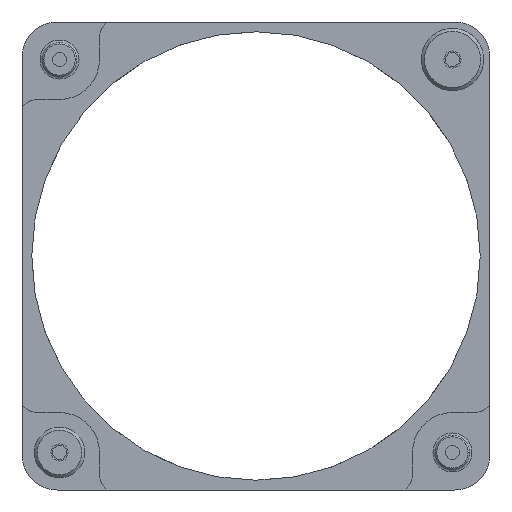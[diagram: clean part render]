
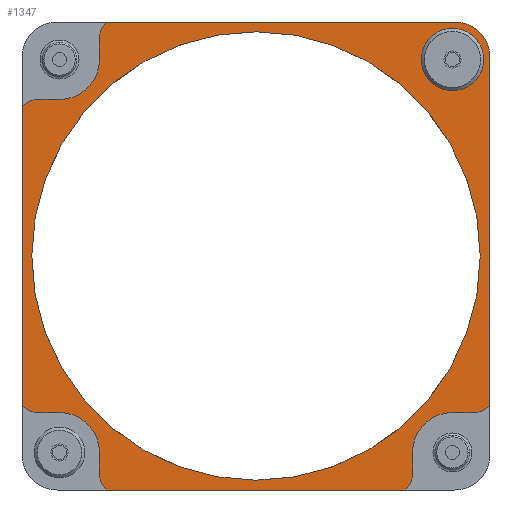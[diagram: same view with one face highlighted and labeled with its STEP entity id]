
A CAD part, left-side view. The second image highlights one B-rep face of the part: STEP entity #1347.
In plain terms, the highlighted planar face has unit normal (-1, 0, 0).
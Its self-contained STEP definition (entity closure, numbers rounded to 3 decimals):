
#56=FACE_BOUND('',#288,.T.);
#57=FACE_BOUND('',#289,.T.);
#85=PLANE('',#1543);
#190=FACE_OUTER_BOUND('',#287,.T.);
#287=EDGE_LOOP('',(#1173,#1174,#1175,#1176,#1177,#1178,#1179,#1180,#1181,
#1182,#1183,#1184,#1185,#1186,#1187,#1188,#1189,#1190,#1191,#1192));
#288=EDGE_LOOP('',(#1193,#1194));
#289=EDGE_LOOP('',(#1195));
#353=LINE('',#2295,#447);
#356=LINE('',#2303,#450);
#359=LINE('',#2312,#453);
#365=LINE('',#2327,#459);
#369=LINE('',#2339,#463);
#374=LINE('',#2352,#468);
#379=LINE('',#2362,#473);
#382=LINE('',#2371,#476);
#386=LINE('',#2378,#480);
#392=LINE('',#2392,#486);
#447=VECTOR('',#1864,10.);
#450=VECTOR('',#1873,10.);
#453=VECTOR('',#1882,10.);
#459=VECTOR('',#1898,10.);
#463=VECTOR('',#1912,10.);
#468=VECTOR('',#1927,10.);
#473=VECTOR('',#1934,10.);
#476=VECTOR('',#1943,10.);
#480=VECTOR('',#1949,10.);
#486=VECTOR('',#1963,10.);
#524=CIRCLE('',#1440,28.75);
#525=CIRCLE('',#1441,28.75);
#562=CIRCLE('',#1493,2.2);
#570=CIRCLE('',#1513,2.7);
#571=CIRCLE('',#1516,5.123);
#572=CIRCLE('',#1519,2.7);
#573=CIRCLE('',#1522,2.7);
#574=CIRCLE('',#1524,2.7);
#575=CIRCLE('',#1527,5.123);
#576=CIRCLE('',#1529,5.123);
#577=CIRCLE('',#1532,2.7);
#578=CIRCLE('',#1534,2.7);
#581=CIRCLE('',#1544,4.5);
#619=VERTEX_POINT('',#2135);
#620=VERTEX_POINT('',#2137);
#666=VERTEX_POINT('',#2254);
#674=VERTEX_POINT('',#2288);
#675=VERTEX_POINT('',#2289);
#676=VERTEX_POINT('',#2294);
#677=VERTEX_POINT('',#2298);
#678=VERTEX_POINT('',#2302);
#679=VERTEX_POINT('',#2306);
#680=VERTEX_POINT('',#2310);
#681=VERTEX_POINT('',#2311);
#682=VERTEX_POINT('',#2316);
#683=VERTEX_POINT('',#2320);
#684=VERTEX_POINT('',#2321);
#685=VERTEX_POINT('',#2326);
#686=VERTEX_POINT('',#2332);
#687=VERTEX_POINT('',#2333);
#688=VERTEX_POINT('',#2338);
#689=VERTEX_POINT('',#2342);
#690=VERTEX_POINT('',#2346);
#691=VERTEX_POINT('',#2347);
#695=VERTEX_POINT('',#2360);
#698=VERTEX_POINT('',#2370);
#751=EDGE_CURVE('',#620,#619,#524,.T.);
#752=EDGE_CURVE('',#619,#620,#525,.T.);
#808=EDGE_CURVE('',#666,#666,#562,.T.);
#821=EDGE_CURVE('',#674,#675,#570,.T.);
#824=EDGE_CURVE('',#676,#674,#353,.T.);
#826=EDGE_CURVE('',#677,#676,#571,.T.);
#828=EDGE_CURVE('',#678,#677,#356,.T.);
#830=EDGE_CURVE('',#679,#678,#572,.T.);
#832=EDGE_CURVE('',#680,#681,#359,.T.);
#835=EDGE_CURVE('',#682,#680,#573,.T.);
#837=EDGE_CURVE('',#683,#684,#574,.T.);
#840=EDGE_CURVE('',#685,#683,#365,.T.);
#842=EDGE_CURVE('',#681,#685,#575,.T.);
#843=EDGE_CURVE('',#686,#687,#576,.T.);
#846=EDGE_CURVE('',#688,#686,#369,.T.);
#848=EDGE_CURVE('',#689,#688,#577,.T.);
#850=EDGE_CURVE('',#690,#691,#578,.T.);
#853=EDGE_CURVE('',#687,#690,#374,.T.);
#858=EDGE_CURVE('',#675,#695,#379,.T.);
#862=EDGE_CURVE('',#698,#682,#382,.T.);
#866=EDGE_CURVE('',#691,#679,#386,.T.);
#873=EDGE_CURVE('',#695,#698,#581,.T.);
#874=EDGE_CURVE('',#684,#689,#392,.T.);
#1173=ORIENTED_EDGE('',*,*,#821,.T.);
#1174=ORIENTED_EDGE('',*,*,#858,.T.);
#1175=ORIENTED_EDGE('',*,*,#873,.T.);
#1176=ORIENTED_EDGE('',*,*,#862,.T.);
#1177=ORIENTED_EDGE('',*,*,#835,.T.);
#1178=ORIENTED_EDGE('',*,*,#832,.T.);
#1179=ORIENTED_EDGE('',*,*,#842,.T.);
#1180=ORIENTED_EDGE('',*,*,#840,.T.);
#1181=ORIENTED_EDGE('',*,*,#837,.T.);
#1182=ORIENTED_EDGE('',*,*,#874,.T.);
#1183=ORIENTED_EDGE('',*,*,#848,.T.);
#1184=ORIENTED_EDGE('',*,*,#846,.T.);
#1185=ORIENTED_EDGE('',*,*,#843,.T.);
#1186=ORIENTED_EDGE('',*,*,#853,.T.);
#1187=ORIENTED_EDGE('',*,*,#850,.T.);
#1188=ORIENTED_EDGE('',*,*,#866,.T.);
#1189=ORIENTED_EDGE('',*,*,#830,.T.);
#1190=ORIENTED_EDGE('',*,*,#828,.T.);
#1191=ORIENTED_EDGE('',*,*,#826,.T.);
#1192=ORIENTED_EDGE('',*,*,#824,.T.);
#1193=ORIENTED_EDGE('',*,*,#751,.T.);
#1194=ORIENTED_EDGE('',*,*,#752,.T.);
#1195=ORIENTED_EDGE('',*,*,#808,.T.);
#1347=ADVANCED_FACE('',(#190,#56,#57),#85,.T.);
#1440=AXIS2_PLACEMENT_3D('',#2138,#1688,#1689);
#1441=AXIS2_PLACEMENT_3D('',#2139,#1690,#1691);
#1493=AXIS2_PLACEMENT_3D('',#2256,#1813,#1814);
#1513=AXIS2_PLACEMENT_3D('',#2290,#1858,#1859);
#1516=AXIS2_PLACEMENT_3D('',#2299,#1868,#1869);
#1519=AXIS2_PLACEMENT_3D('',#2307,#1877,#1878);
#1522=AXIS2_PLACEMENT_3D('',#2317,#1887,#1888);
#1524=AXIS2_PLACEMENT_3D('',#2322,#1892,#1893);
#1527=AXIS2_PLACEMENT_3D('',#2330,#1902,#1903);
#1529=AXIS2_PLACEMENT_3D('',#2334,#1906,#1907);
#1532=AXIS2_PLACEMENT_3D('',#2343,#1916,#1917);
#1534=AXIS2_PLACEMENT_3D('',#2348,#1921,#1922);
#1543=AXIS2_PLACEMENT_3D('',#2390,#1959,#1960);
#1544=AXIS2_PLACEMENT_3D('',#2391,#1961,#1962);
#1688=DIRECTION('center_axis',(1.,0.,0.));
#1689=DIRECTION('ref_axis',(0.,1.,0.));
#1690=DIRECTION('center_axis',(1.,0.,0.));
#1691=DIRECTION('ref_axis',(0.,1.,0.));
#1813=DIRECTION('center_axis',(1.,0.,0.));
#1814=DIRECTION('ref_axis',(0.,1.,0.));
#1858=DIRECTION('center_axis',(-1.,0.,0.));
#1859=DIRECTION('ref_axis',(0.,0.,-1.));
#1864=DIRECTION('',(0.,-1.,0.));
#1868=DIRECTION('center_axis',(1.,0.,0.));
#1869=DIRECTION('ref_axis',(0.,0.,1.));
#1873=DIRECTION('',(0.,0.,1.));
#1877=DIRECTION('center_axis',(-1.,0.,0.));
#1878=DIRECTION('ref_axis',(0.,0.,-1.));
#1882=DIRECTION('',(0.,0.,-1.));
#1887=DIRECTION('center_axis',(-1.,0.,0.));
#1888=DIRECTION('ref_axis',(0.,0.,1.));
#1892=DIRECTION('center_axis',(-1.,0.,0.));
#1893=DIRECTION('ref_axis',(0.,0.,1.));
#1898=DIRECTION('',(0.,1.,0.));
#1902=DIRECTION('center_axis',(1.,0.,0.));
#1903=DIRECTION('ref_axis',(0.,0.,-1.));
#1906=DIRECTION('center_axis',(1.,0.,0.));
#1907=DIRECTION('ref_axis',(0.,-1.,0.));
#1912=DIRECTION('',(0.,-1.,0.));
#1916=DIRECTION('center_axis',(-1.,0.,0.));
#1917=DIRECTION('ref_axis',(0.,1.,0.));
#1921=DIRECTION('center_axis',(-1.,0.,0.));
#1922=DIRECTION('ref_axis',(0.,1.,0.));
#1927=DIRECTION('',(0.,0.,-1.));
#1934=DIRECTION('',(0.,0.,1.));
#1943=DIRECTION('',(0.,1.,0.));
#1949=DIRECTION('',(0.,-1.,0.));
#1959=DIRECTION('center_axis',(-1.,0.,0.));
#1960=DIRECTION('ref_axis',(0.,-1.,0.));
#1961=DIRECTION('center_axis',(-1.,0.,0.));
#1962=DIRECTION('ref_axis',(0.,0.,1.));
#1963=DIRECTION('',(0.,0.,-1.));
#2135=CARTESIAN_POINT('',(331.8,78.25,-89.096));
#2137=CARTESIAN_POINT('',(331.8,112.024,-117.404));
#2138=CARTESIAN_POINT('Origin',(331.8,107.,-89.096));
#2139=CARTESIAN_POINT('Origin',(331.8,107.,-89.096));
#2254=CARTESIAN_POINT('',(331.8,79.613,-63.909));
#2256=CARTESIAN_POINT('Origin',(331.8,81.813,-63.909));
#2288=CARTESIAN_POINT('',(331.8,79.,-109.161));
#2289=CARTESIAN_POINT('',(331.8,77.,-108.275));
#2290=CARTESIAN_POINT('Origin',(331.8,79.,-106.461));
#2294=CARTESIAN_POINT('',(331.8,81.813,-109.161));
#2295=CARTESIAN_POINT('',(331.8,94.406,-109.161));
#2298=CARTESIAN_POINT('',(331.8,86.935,-114.284));
#2299=CARTESIAN_POINT('Origin',(331.8,81.813,-114.284));
#2302=CARTESIAN_POINT('',(331.8,86.935,-117.096));
#2303=CARTESIAN_POINT('',(331.8,86.935,-103.096));
#2306=CARTESIAN_POINT('',(331.8,87.821,-119.096));
#2307=CARTESIAN_POINT('Origin',(331.8,89.635,-117.096));
#2310=CARTESIAN_POINT('',(331.8,127.065,-61.096));
#2311=CARTESIAN_POINT('',(331.8,127.065,-63.909));
#2312=CARTESIAN_POINT('',(331.8,127.065,-75.096));
#2316=CARTESIAN_POINT('',(331.8,126.179,-59.096));
#2317=CARTESIAN_POINT('Origin',(331.8,124.365,-61.096));
#2320=CARTESIAN_POINT('',(331.8,135.,-69.031));
#2321=CARTESIAN_POINT('',(331.8,137.,-69.917));
#2322=CARTESIAN_POINT('Origin',(331.8,135.,-71.731));
#2326=CARTESIAN_POINT('',(331.8,132.188,-69.031));
#2327=CARTESIAN_POINT('',(331.8,119.594,-69.031));
#2330=CARTESIAN_POINT('Origin',(331.8,132.188,-63.909));
#2332=CARTESIAN_POINT('',(331.8,132.188,-109.161));
#2333=CARTESIAN_POINT('',(331.8,127.065,-114.284));
#2334=CARTESIAN_POINT('Origin',(331.8,132.188,-114.284));
#2338=CARTESIAN_POINT('',(331.8,135.,-109.161));
#2339=CARTESIAN_POINT('',(331.8,121.,-109.161));
#2342=CARTESIAN_POINT('',(331.8,137.,-108.275));
#2343=CARTESIAN_POINT('Origin',(331.8,135.,-106.461));
#2346=CARTESIAN_POINT('',(331.8,127.065,-117.096));
#2347=CARTESIAN_POINT('',(331.8,126.179,-119.096));
#2348=CARTESIAN_POINT('Origin',(331.8,124.365,-117.096));
#2352=CARTESIAN_POINT('',(331.8,127.065,-101.69));
#2360=CARTESIAN_POINT('',(331.8,77.,-63.596));
#2362=CARTESIAN_POINT('',(331.8,77.,-76.346));
#2370=CARTESIAN_POINT('',(331.8,81.5,-59.096));
#2371=CARTESIAN_POINT('',(331.8,119.75,-59.096));
#2378=CARTESIAN_POINT('',(331.8,94.25,-119.096));
#2390=CARTESIAN_POINT('Origin',(331.8,107.,-89.096));
#2391=CARTESIAN_POINT('Origin',(331.8,81.5,-63.596));
#2392=CARTESIAN_POINT('',(331.8,137.,-101.846));
